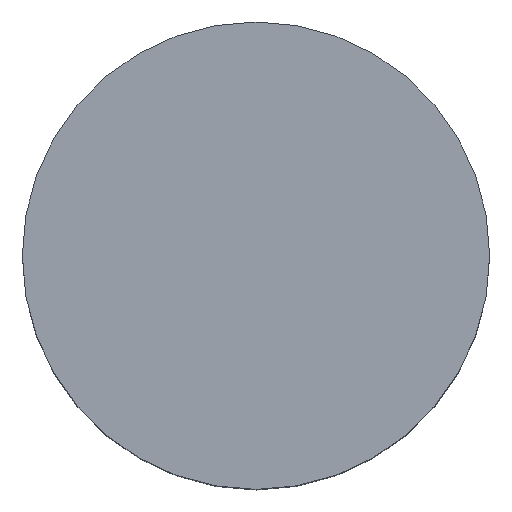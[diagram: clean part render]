
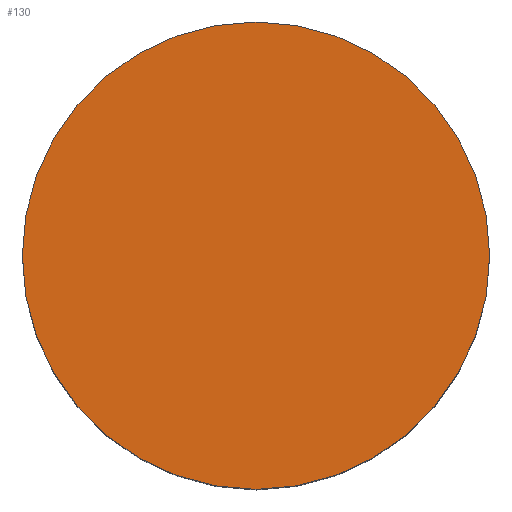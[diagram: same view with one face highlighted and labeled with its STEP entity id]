
A CAD part, top view. The second image highlights one B-rep face of the part: STEP entity #130.
In plain terms, the highlighted planar face has unit normal (0, 0, 1).
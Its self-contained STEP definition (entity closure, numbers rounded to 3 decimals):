
#30 = EDGE_CURVE ( 'NONE', #31, #171, #98, .T. ) ;
#31 = VERTEX_POINT ( 'NONE', #93 ) ;
#37 = EDGE_CURVE ( 'NONE', #171, #31, #81, .T. ) ;
#53 = CARTESIAN_POINT ( 'NONE',  ( 0., 16.75, 12. ) ) ;
#78 = DIRECTION ( 'NONE',  ( 0., -1., 0. ) ) ;
#79 = DIRECTION ( 'NONE',  ( 0., 0., 1. ) ) ;
#80 = AXIS2_PLACEMENT_3D ( 'NONE', #87, #79, #78 ) ;
#81 = CIRCLE ( 'NONE', #80, 16.75 ) ;
#87 = CARTESIAN_POINT ( 'NONE',  ( 0., 0., 12. ) ) ;
#93 = CARTESIAN_POINT ( 'NONE',  ( 0., -16.75, 12. ) ) ;
#94 = DIRECTION ( 'NONE',  ( 0., -1., 0. ) ) ;
#95 = DIRECTION ( 'NONE',  ( 0., 0., 1. ) ) ;
#96 = CARTESIAN_POINT ( 'NONE',  ( 0., 0., 12. ) ) ;
#97 = AXIS2_PLACEMENT_3D ( 'NONE', #96, #95, #94 ) ;
#98 = CIRCLE ( 'NONE', #97, 16.75 ) ;
#129 = ORIENTED_EDGE ( 'NONE', *, *, #30, .T. ) ;
#130 = ADVANCED_FACE ( 'NONE', ( #216 ), #215, .F. ) ;
#132 = ORIENTED_EDGE ( 'NONE', *, *, #37, .T. ) ;
#133 = EDGE_LOOP ( 'NONE', ( #129, #132 ) ) ;
#171 = VERTEX_POINT ( 'NONE', #53 ) ;
#210 = DIRECTION ( 'NONE',  ( 0., 1., 0. ) ) ;
#211 = DIRECTION ( 'NONE',  ( 0., 0., -1. ) ) ;
#212 = AXIS2_PLACEMENT_3D ( 'NONE', #214, #211, #210 ) ;
#214 = CARTESIAN_POINT ( 'NONE',  ( 0., 0., 12. ) ) ;
#215 = PLANE ( 'NONE',  #212 ) ;
#216 = FACE_OUTER_BOUND ( 'NONE', #133, .T. ) ;
